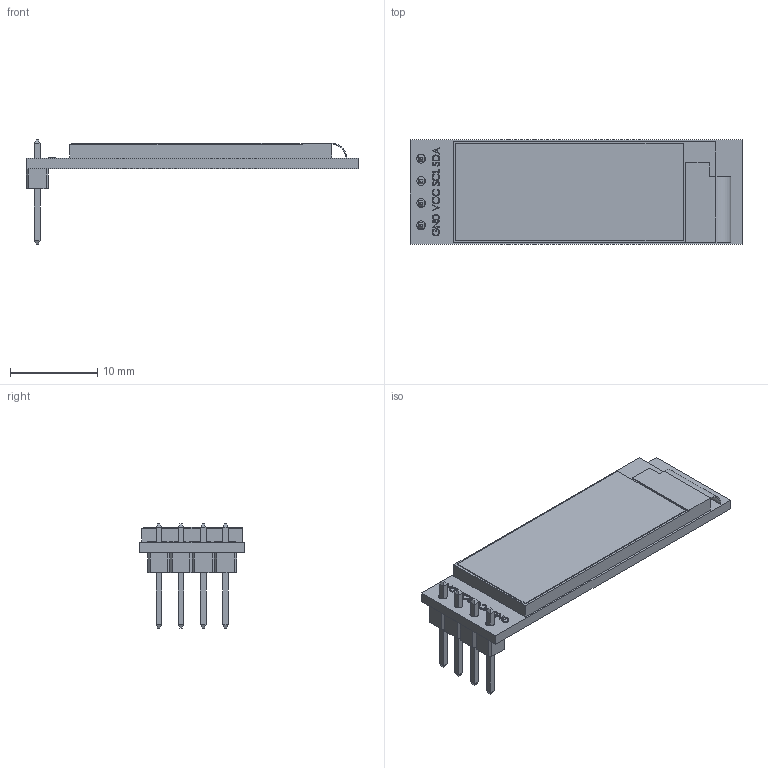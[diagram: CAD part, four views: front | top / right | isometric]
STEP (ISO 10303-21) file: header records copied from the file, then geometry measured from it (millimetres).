
FILE_DESCRIPTION(/* description */ (''),/* implementation_level */ '2;1');
FILE_NAME(/* name */ '128x32-OLED v1.step',/* time_stamp */ '2022-03-22T16:03:59+08:00',/* author */ (''),/* organization */ (''),/* preprocessor_version */ 'ST-DEVELOPER v18.1',/* originating_system */ 'Autodesk Translation Framework v10.13.0.1454',/* authorisation */ '');
FILE_SCHEMA (('AUTOMOTIVE_DESIGN { 1 0 10303 214 3 1 1 }'));
Length unit declared in the file: millimetre
Products named in the file (1): 128x32-OLED
Bounding box: 38 x 12 x 11.94 mm (x, y, z)
Volume: 1202.3 mm3; surface area: 1422.6 mm2
Topology: 1 solids, 1 shells, 297 faces, 773 edges, 499 vertices
Faces by surface type: plane 207, bspline 80, cylinder 10
Full cylindrical faces by diameter (mm): 1 x4
Entity records: 13359 total; most frequent: CARTESIAN_POINT 6466, ORIENTED_EDGE 1546, DIRECTION 1069, EDGE_CURVE 773, LINE 593, VECTOR 593, VERTEX_POINT 499, EDGE_LOOP 336
